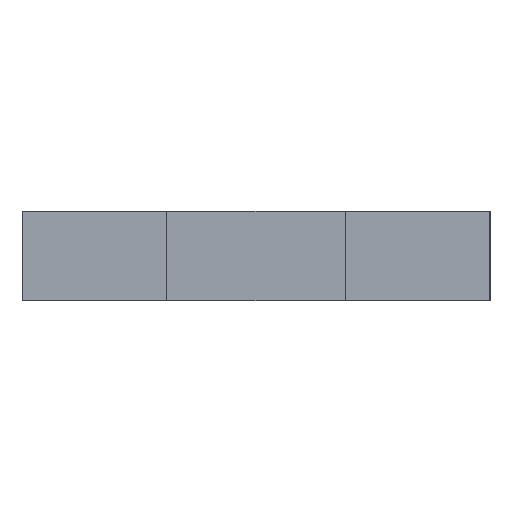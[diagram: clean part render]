
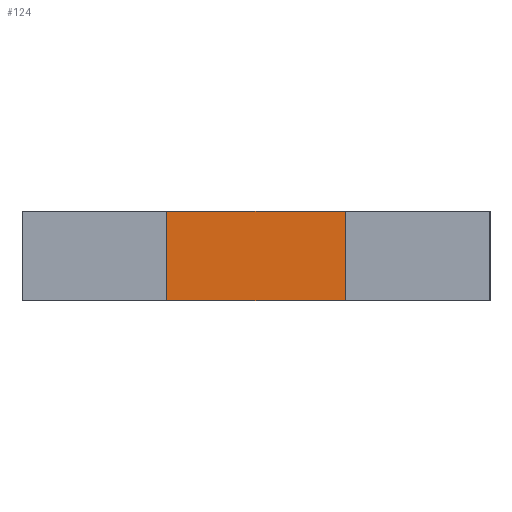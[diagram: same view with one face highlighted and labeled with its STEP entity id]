
A CAD part, left-side view. The second image highlights one B-rep face of the part: STEP entity #124.
In plain terms, the highlighted planar face has unit normal (-1, 0, 0).
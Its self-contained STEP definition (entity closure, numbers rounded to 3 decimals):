
#28 = VECTOR ( 'NONE', #553, 1000. ) ;
#37 = VECTOR ( 'NONE', #72, 1000. ) ;
#53 = DIRECTION ( 'NONE',  ( 0., -1., 0. ) ) ;
#61 = CARTESIAN_POINT ( 'NONE',  ( 0., 0.5, 4. ) ) ;
#65 = LINE ( 'NONE', #548, #28 ) ;
#72 = DIRECTION ( 'NONE',  ( 0., 0., 1. ) ) ;
#84 = LINE ( 'NONE', #556, #37 ) ;
#91 = VECTOR ( 'NONE', #523, 1000. ) ;
#99 = EDGE_CURVE ( 'NONE', #545, #782, #811, .T. ) ;
#124 = ADVANCED_FACE ( 'NONE', ( #876 ), #621, .F. ) ;
#126 = CARTESIAN_POINT ( 'NONE',  ( 0., 8.5, 0. ) ) ;
#156 = VERTEX_POINT ( 'NONE', #61 ) ;
#196 = ORIENTED_EDGE ( 'NONE', *, *, #99, .T. ) ;
#269 = DIRECTION ( 'NONE',  ( 0., 0., -1. ) ) ;
#316 = LINE ( 'NONE', #510, #91 ) ;
#349 = CARTESIAN_POINT ( 'NONE',  ( 0., 0., 4. ) ) ;
#374 = EDGE_LOOP ( 'NONE', ( #661, #385, #196, #610 ) ) ;
#385 = ORIENTED_EDGE ( 'NONE', *, *, #671, .F. ) ;
#433 = VECTOR ( 'NONE', #53, 1000. ) ;
#493 = EDGE_CURVE ( 'NONE', #580, #156, #65, .T. ) ;
#510 = CARTESIAN_POINT ( 'NONE',  ( 0., 8.5, 0. ) ) ;
#523 = DIRECTION ( 'NONE',  ( 0., 0., 1. ) ) ;
#545 = VERTEX_POINT ( 'NONE', #126 ) ;
#548 = CARTESIAN_POINT ( 'NONE',  ( 0., 0., 4. ) ) ;
#553 = DIRECTION ( 'NONE',  ( 0., -1., 0. ) ) ;
#556 = CARTESIAN_POINT ( 'NONE',  ( 0., 0.5, 0. ) ) ;
#580 = VERTEX_POINT ( 'NONE', #630 ) ;
#610 = ORIENTED_EDGE ( 'NONE', *, *, #829, .T. ) ;
#616 = DIRECTION ( 'NONE',  ( 1., 0., 0. ) ) ;
#621 = PLANE ( 'NONE',  #756 ) ;
#630 = CARTESIAN_POINT ( 'NONE',  ( 0., 8.5, 4. ) ) ;
#661 = ORIENTED_EDGE ( 'NONE', *, *, #493, .F. ) ;
#671 = EDGE_CURVE ( 'NONE', #545, #580, #316, .T. ) ;
#756 = AXIS2_PLACEMENT_3D ( 'NONE', #349, #616, #269 ) ;
#782 = VERTEX_POINT ( 'NONE', #806 ) ;
#801 = CARTESIAN_POINT ( 'NONE',  ( 0., 0., 0. ) ) ;
#806 = CARTESIAN_POINT ( 'NONE',  ( 0., 0.5, 0. ) ) ;
#811 = LINE ( 'NONE', #801, #433 ) ;
#829 = EDGE_CURVE ( 'NONE', #782, #156, #84, .T. ) ;
#876 = FACE_OUTER_BOUND ( 'NONE', #374, .T. ) ;
